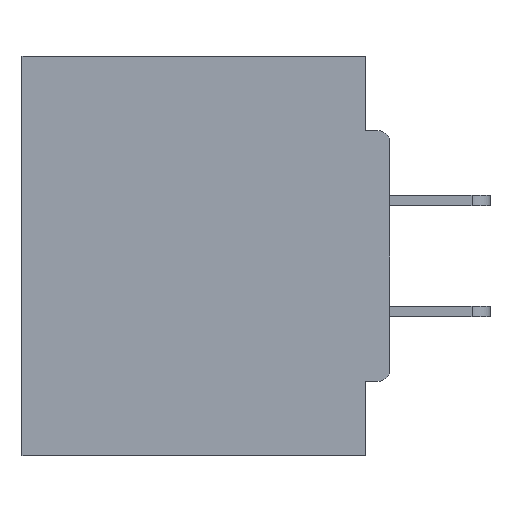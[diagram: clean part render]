
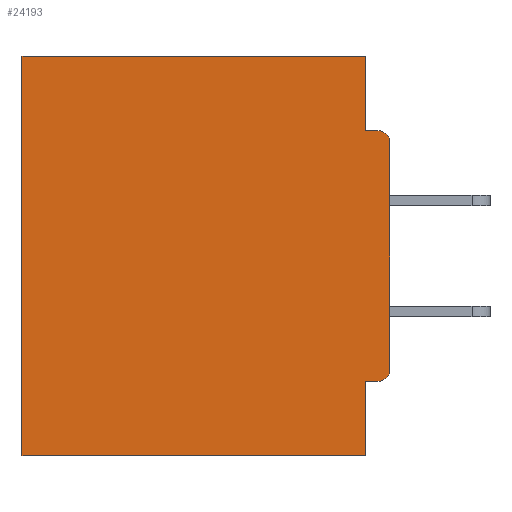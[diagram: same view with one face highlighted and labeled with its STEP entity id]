
A CAD part, left-side view. The second image highlights one B-rep face of the part: STEP entity #24193.
In plain terms, the highlighted planar face has unit normal (-1, 0, 0).
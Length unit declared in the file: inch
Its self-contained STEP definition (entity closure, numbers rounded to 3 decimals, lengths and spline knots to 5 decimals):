
#74 = VECTOR ( 'NONE', #34280, 39.37008 ) ;
#555 = ORIENTED_EDGE ( 'NONE', *, *, #26881, .F. ) ;
#2197 = DIRECTION ( 'NONE',  ( -1., 0., 0. ) ) ;
#2479 = AXIS2_PLACEMENT_3D ( 'NONE', #25126, #36812, #7402 ) ;
#3060 = CARTESIAN_POINT ( 'NONE',  ( 0.298, 0., -0.4065 ) ) ;
#3099 = CARTESIAN_POINT ( 'NONE',  ( 0.298, 0., -0.3915 ) ) ;
#3114 = CARTESIAN_POINT ( 'NONE',  ( 0.298, 0., -0.5 ) ) ;
#3400 = CARTESIAN_POINT ( 'NONE',  ( 0.298, 0.031, -0.4065 ) ) ;
#3612 = EDGE_CURVE ( 'NONE', #7242, #27094, #11074, .T. ) ;
#4240 = ORIENTED_EDGE ( 'NONE', *, *, #23467, .F. ) ;
#5716 = CARTESIAN_POINT ( 'NONE',  ( 0.298, 0., 0. ) ) ;
#6037 = EDGE_CURVE ( 'NONE', #11240, #27122, #36366, .T. ) ;
#6605 = VECTOR ( 'NONE', #29062, 39.37008 ) ;
#6706 = EDGE_LOOP ( 'NONE', ( #34338, #33930, #18804, #37751, #15397, #555, #21918, #4240, #19895, #16604 ) ) ;
#7242 = VERTEX_POINT ( 'NONE', #10679 ) ;
#7384 = DIRECTION ( 'NONE',  ( 0., 0., -1. ) ) ;
#7402 = DIRECTION ( 'NONE',  ( 0., 0., -1. ) ) ;
#7644 = CARTESIAN_POINT ( 'NONE',  ( 0.298, 0.015, -0.3915 ) ) ;
#8528 = VECTOR ( 'NONE', #35703, 39.37008 ) ;
#8954 = CARTESIAN_POINT ( 'NONE',  ( 0.298, 0.015, -0.4065 ) ) ;
#10148 = VERTEX_POINT ( 'NONE', #38071 ) ;
#10623 = DIRECTION ( 'NONE',  ( -1., 0., 0. ) ) ;
#10679 = CARTESIAN_POINT ( 'NONE',  ( 0.298, 0.031, -0.0935 ) ) ;
#11019 = EDGE_CURVE ( 'NONE', #26701, #34899, #19392, .T. ) ;
#11074 = LINE ( 'NONE', #33725, #27467 ) ;
#11240 = VERTEX_POINT ( 'NONE', #8954 ) ;
#11552 = DIRECTION ( 'NONE',  ( 0., 1., 0. ) ) ;
#11578 = CARTESIAN_POINT ( 'NONE',  ( 0.298, 0., 0. ) ) ;
#13079 = EDGE_CURVE ( 'NONE', #10148, #27094, #21067, .T. ) ;
#13123 = CARTESIAN_POINT ( 'NONE',  ( 0.298, 0.46, -0.5 ) ) ;
#13642 = DIRECTION ( 'NONE',  ( 0., 0., -1. ) ) ;
#14001 = DIRECTION ( 'NONE',  ( 0., 0., -1. ) ) ;
#14499 = EDGE_CURVE ( 'NONE', #20612, #25206, #19552, .T. ) ;
#14806 = VECTOR ( 'NONE', #14001, 39.37008 ) ;
#15019 = AXIS2_PLACEMENT_3D ( 'NONE', #31725, #2197, #19474 ) ;
#15397 = ORIENTED_EDGE ( 'NONE', *, *, #14499, .T. ) ;
#16275 = EDGE_CURVE ( 'NONE', #33101, #7242, #20852, .T. ) ;
#16604 = ORIENTED_EDGE ( 'NONE', *, *, #31685, .F. ) ;
#16880 = CARTESIAN_POINT ( 'NONE',  ( 0.298, 0.031, 0. ) ) ;
#17759 = VECTOR ( 'NONE', #20879, 39.37008 ) ;
#18662 = VECTOR ( 'NONE', #11552, 39.37008 ) ;
#18804 = ORIENTED_EDGE ( 'NONE', *, *, #16275, .F. ) ;
#19392 = LINE ( 'NONE', #31484, #38353 ) ;
#19474 = DIRECTION ( 'NONE',  ( 0., 0., -1. ) ) ;
#19552 = LINE ( 'NONE', #34537, #74 ) ;
#19895 = ORIENTED_EDGE ( 'NONE', *, *, #6037, .T. ) ;
#20083 = LINE ( 'NONE', #3114, #18662 ) ;
#20612 = VERTEX_POINT ( 'NONE', #37910 ) ;
#20810 = CARTESIAN_POINT ( 'NONE',  ( 0.298, 0.031, -0.5 ) ) ;
#20852 = LINE ( 'NONE', #38069, #14806 ) ;
#20879 = DIRECTION ( 'NONE',  ( 0., 1., 0. ) ) ;
#21067 = CIRCLE ( 'NONE', #15019, 0.015 ) ;
#21918 = ORIENTED_EDGE ( 'NONE', *, *, #11019, .F. ) ;
#22769 = AXIS2_PLACEMENT_3D ( 'NONE', #7644, #10623, #7384 ) ;
#23467 = EDGE_CURVE ( 'NONE', #11240, #26701, #24256, .T. ) ;
#24193 = ADVANCED_FACE ( 'NONE', ( #26981 ), #33810, .F. ) ;
#24256 = LINE ( 'NONE', #3060, #8528 ) ;
#25126 = CARTESIAN_POINT ( 'NONE',  ( 0.298, 0., 0. ) ) ;
#25206 = VERTEX_POINT ( 'NONE', #13123 ) ;
#26701 = VERTEX_POINT ( 'NONE', #3400 ) ;
#26881 = EDGE_CURVE ( 'NONE', #34899, #25206, #20083, .T. ) ;
#26981 = FACE_OUTER_BOUND ( 'NONE', #6706, .T. ) ;
#27094 = VERTEX_POINT ( 'NONE', #35365 ) ;
#27122 = VERTEX_POINT ( 'NONE', #3099 ) ;
#27467 = VECTOR ( 'NONE', #36451, 39.37008 ) ;
#29062 = DIRECTION ( 'NONE',  ( 0., 0., -1. ) ) ;
#31484 = CARTESIAN_POINT ( 'NONE',  ( 0.298, 0.031, -0.5 ) ) ;
#31685 = EDGE_CURVE ( 'NONE', #10148, #27122, #37641, .T. ) ;
#31725 = CARTESIAN_POINT ( 'NONE',  ( 0.298, 0.015, -0.1085 ) ) ;
#32264 = EDGE_CURVE ( 'NONE', #33101, #20612, #37603, .T. ) ;
#33101 = VERTEX_POINT ( 'NONE', #16880 ) ;
#33725 = CARTESIAN_POINT ( 'NONE',  ( 0.298, 0., -0.0935 ) ) ;
#33810 = PLANE ( 'NONE',  #2479 ) ;
#33930 = ORIENTED_EDGE ( 'NONE', *, *, #3612, .F. ) ;
#34280 = DIRECTION ( 'NONE',  ( 0., 0., -1. ) ) ;
#34338 = ORIENTED_EDGE ( 'NONE', *, *, #13079, .T. ) ;
#34537 = CARTESIAN_POINT ( 'NONE',  ( 0.298, 0.46, 0. ) ) ;
#34899 = VERTEX_POINT ( 'NONE', #20810 ) ;
#35365 = CARTESIAN_POINT ( 'NONE',  ( 0.298, 0.015, -0.0935 ) ) ;
#35703 = DIRECTION ( 'NONE',  ( 0., 1., 0. ) ) ;
#36366 = CIRCLE ( 'NONE', #22769, 0.015 ) ;
#36451 = DIRECTION ( 'NONE',  ( 0., -1., 0. ) ) ;
#36812 = DIRECTION ( 'NONE',  ( 1., 0., 0. ) ) ;
#37603 = LINE ( 'NONE', #5716, #17759 ) ;
#37641 = LINE ( 'NONE', #11578, #6605 ) ;
#37751 = ORIENTED_EDGE ( 'NONE', *, *, #32264, .T. ) ;
#37910 = CARTESIAN_POINT ( 'NONE',  ( 0.298, 0.46, 0. ) ) ;
#38069 = CARTESIAN_POINT ( 'NONE',  ( 0.298, 0.031, -0.5 ) ) ;
#38071 = CARTESIAN_POINT ( 'NONE',  ( 0.298, 0., -0.1085 ) ) ;
#38353 = VECTOR ( 'NONE', #13642, 39.37008 ) ;
